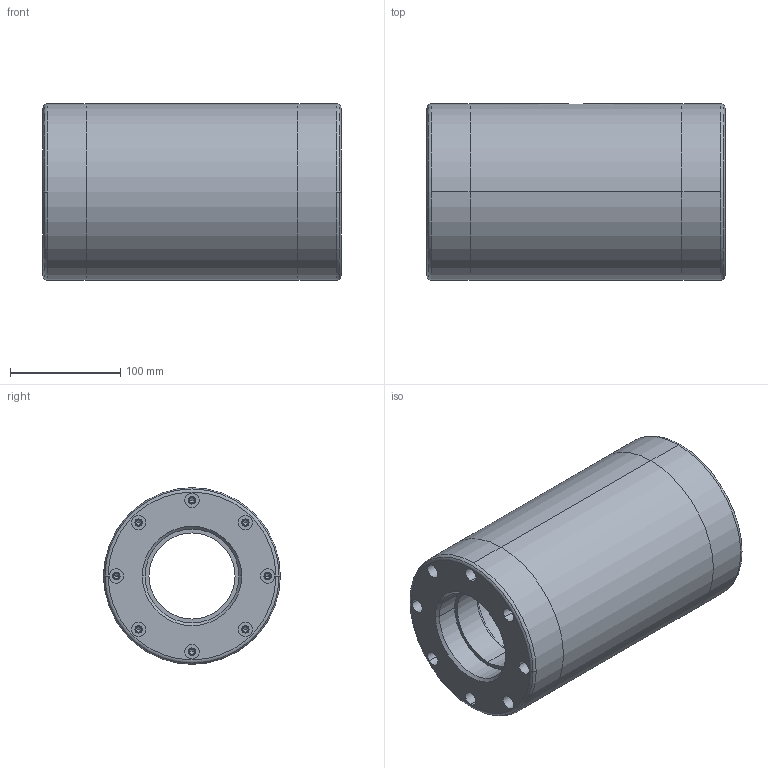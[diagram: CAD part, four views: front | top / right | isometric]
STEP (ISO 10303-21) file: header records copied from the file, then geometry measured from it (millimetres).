
FILE_DESCRIPTION((''),'2;1');
FILE_NAME('QV-240-080-XX_FR_M0001_ASM','2020-03-22T18:53:01',('Admin'),(''),'CREO PARAMETRIC BY PTC INC, 2016510','CREO PARAMETRIC BY PTC INC, 2016510','');
FILE_SCHEMA(('CONFIG_CONTROL_DESIGN'));
Length unit declared in the file: millimetre
Products named in the file (4): GEHUSE_QV-240-080; ANSCHLUSSSTUECK_QV-240-080-531; ANSCHLUSSSTUECK_QV-240-080-534; QV-240-080-XX_FR_M0001_ASM
Assembly tree (3 placements, depth 2):
  QV-240-080-XX_FR_M0001_ASM
    GEHUSE_QV-240-080
    ANSCHLUSSSTUECK_QV-240-080-531
    ANSCHLUSSSTUECK_QV-240-080-534
Bounding box: 270 x 160 x 160 mm (x, y, z)
Volume: 2562483.2 mm3; surface area: 361953.6 mm2
Topology: 3 solids, 3 shells, 265 faces, 643 edges, 393 vertices
Faces by surface type: cylinder 128, cone 58, torus 48, plane 31
Entity records: 7939 total; most frequent: DIRECTION 1568, CARTESIAN_POINT 1339, ORIENTED_EDGE 1222, AXIS2_PLACEMENT_3D 691, EDGE_CURVE 611, CIRCLE 419, VERTEX_POINT 393, EDGE_LOOP 346
